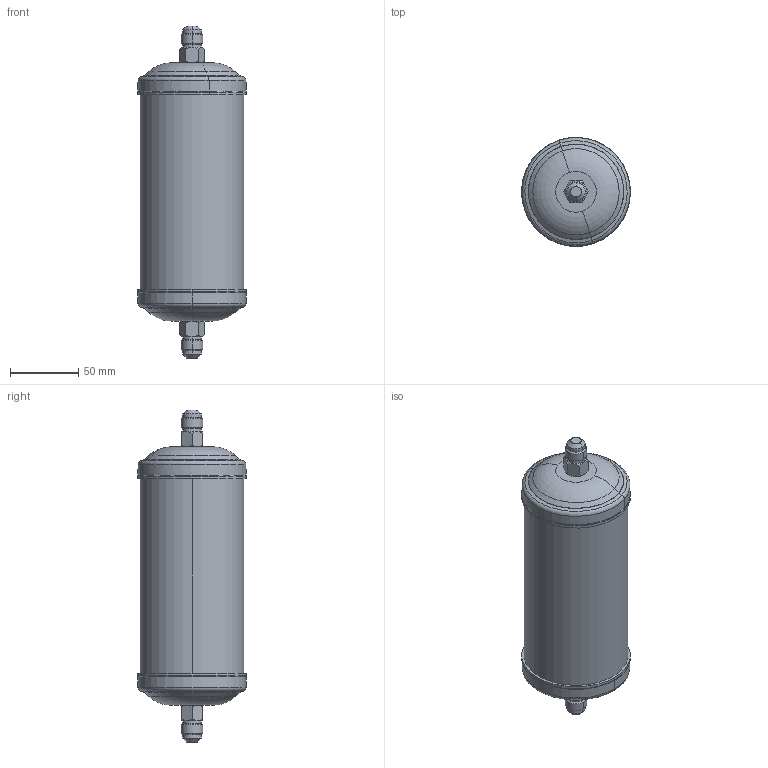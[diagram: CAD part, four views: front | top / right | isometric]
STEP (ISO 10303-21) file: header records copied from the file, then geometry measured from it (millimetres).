
FILE_DESCRIPTION (( 'STEP AP203' ), '1' );
FILE_NAME ('023B7128R - DFL 303 TW.STEP', '2022-11-11T10:24:40', ( '' ), ( '' ), 'SwSTEP 2.0', 'SolidWorks 2020', '' );
FILE_SCHEMA (( 'CONFIG_CONTROL_DESIGN' ));
Length unit declared in the file: millimetre
Products named in the file (1): 023B7128R - DFL 303 TW
Bounding box: 80 x 80 x 244 mm (x, y, z)
Volume: 849649.9 mm3; surface area: 54878.4 mm2
Topology: 1 solids, 1 shells, 108 faces, 226 edges, 130 vertices
Faces by surface type: cone 46, plane 24, cylinder 22, torus 16
Entity records: 3749 total; most frequent: CARTESIAN_POINT 1377, DIRECTION 518, ORIENTED_EDGE 452, AXIS2_PLACEMENT_3D 231, EDGE_CURVE 226, VERTEX_POINT 130, CIRCLE 122, EDGE_LOOP 118
